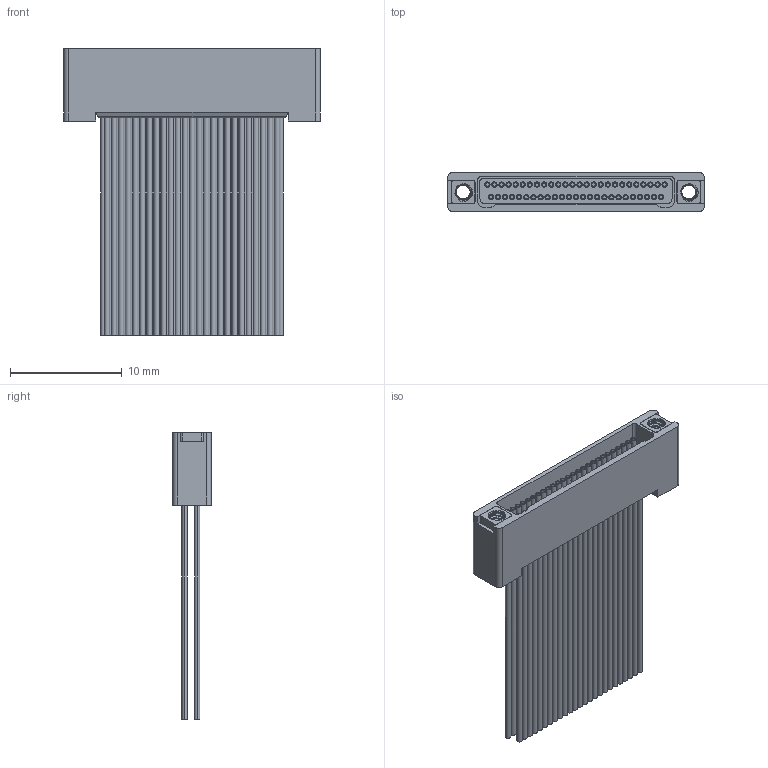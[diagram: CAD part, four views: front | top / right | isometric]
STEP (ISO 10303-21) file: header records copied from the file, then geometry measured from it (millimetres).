
FILE_DESCRIPTION((''),'2;1');
FILE_NAME('FWND0-S0510310-001','2024-11-05T',('gongcheng6'),(''),'PRO/ENGINEER BY PARAMETRIC TECHNOLOGY CORPORATION, 2010280','PRO/ENGINEER BY PARAMETRIC TECHNOLOGY CORPORATION, 2010280','');
FILE_SCHEMA(('CONFIG_CONTROL_DESIGN'));
Length unit declared in the file: millimetre
Products named in the file (1): FWND0-S0510310-001
Bounding box: 22.96 x 3.48 x 25.7 mm (x, y, z)
Volume: 530.3 mm3; surface area: 2558.9 mm2
Topology: 1 solids, 1 shells, 711 faces, 1660 edges, 1084 vertices
Faces by surface type: cylinder 454, plane 205, bspline 30, cone 14, torus 8
Entity records: 37349 total; most frequent: CARTESIAN_POINT 20694, DIRECTION 3642, ORIENTED_EDGE 3320, EDGE_CURVE 1660, AXIS2_PLACEMENT_3D 1517, VERTEX_POINT 1084, EDGE_LOOP 848, CIRCLE 836
